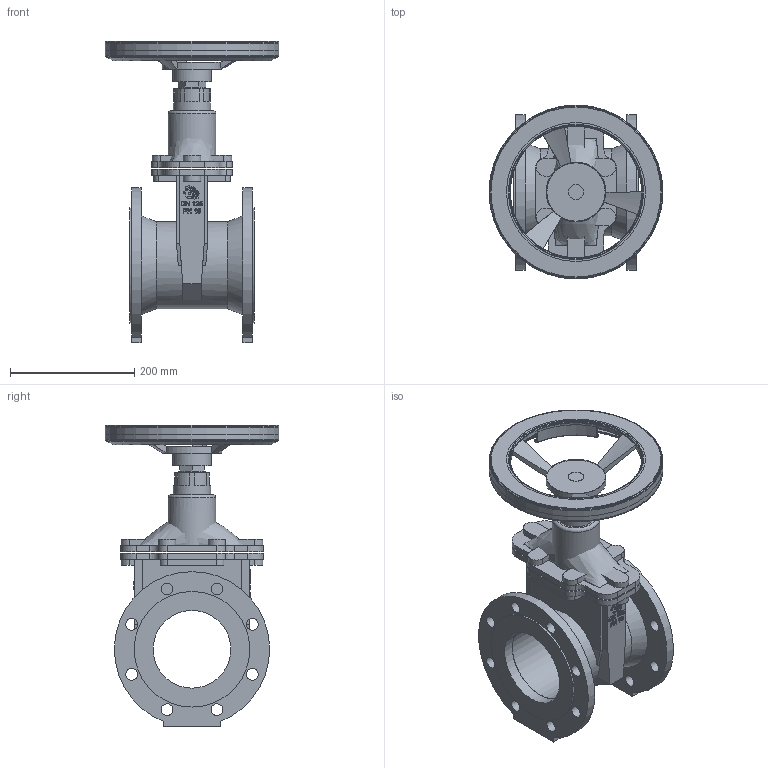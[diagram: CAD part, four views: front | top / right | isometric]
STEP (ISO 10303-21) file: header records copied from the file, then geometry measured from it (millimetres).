
FILE_DESCRIPTION(('STEP AP203'), '1');
FILE_NAME('3D_101-125-16.dwg1111_2', '', ('UNSPECIFIED'), ('UNSPECIFIED'), 'C3D Converter', 'C3D Toolkit', '');
FILE_SCHEMA(('CONFIG_CONTROL_DESIGN'));
Length unit declared in the file: millimetre
Bounding box: 280 x 280 x 486 mm (x, y, z)
Volume: 4373725.9 mm3; surface area: 755640.5 mm2
Topology: 6 solids, 6 shells, 3273 faces, 9637 edges, 6421 vertices
Faces by surface type: plane 3067, cone 91, cylinder 85, torus 20, bspline 10
Full cylindrical faces by diameter (mm): 19 x16, 25 x2, 45 x1, 60 x1, 62.222 x1, 76.827 x1, 91.656 x1, 125 x3, 140 x1, 186 x2, 217.778 x1, 273.778 x1, 280 x1
Entity records: 138103 total; most frequent: CARTESIAN_POINT 24565, ORIENTED_EDGE 19070, DIRECTION 16473, EDGE_CURVE 9535, LINE 9057, VECTOR 9057, VERTEX_POINT 6421, AXIS2_PLACEMENT_3D 3708
